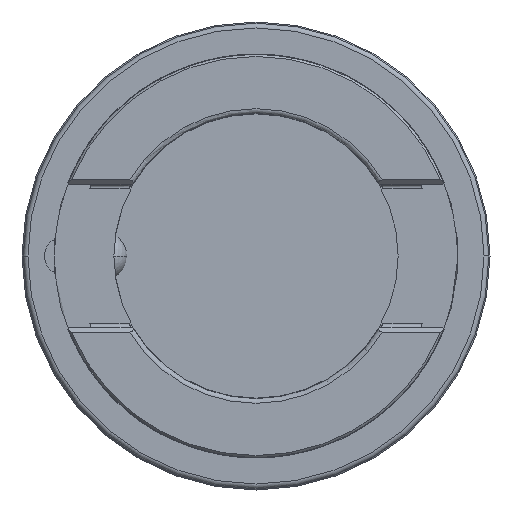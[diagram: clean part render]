
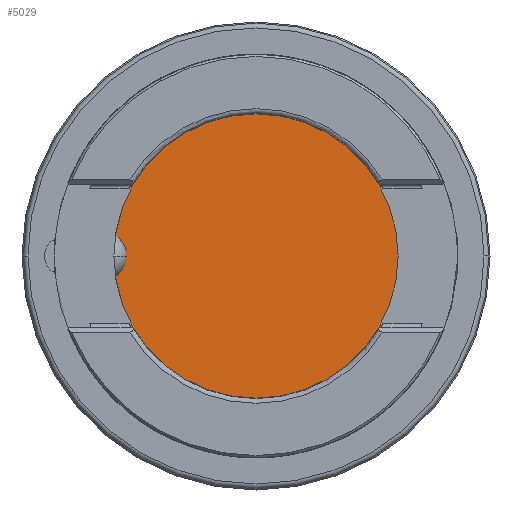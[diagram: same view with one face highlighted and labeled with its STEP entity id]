
A CAD part, front view. The second image highlights one B-rep face of the part: STEP entity #5029.
In plain terms, the highlighted planar face has unit normal (0, -1, 0).
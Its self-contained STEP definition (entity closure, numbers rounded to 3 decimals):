
#1230=CARTESIAN_POINT('',(0.,63.,0.));
#1231=DIRECTION('',(0.,-1.,0.));
#1232=DIRECTION('',(1.,0.,0.));
#1233=AXIS2_PLACEMENT_3D('',#1230,#1231,#1232);
#1235=CARTESIAN_POINT('',(0.,63.,0.));
#1236=DIRECTION('',(0.,-1.,0.));
#1237=DIRECTION('',(-1.,0.,0.));
#1238=AXIS2_PLACEMENT_3D('',#1235,#1236,#1237);
#3570=CARTESIAN_POINT('',(29.916,63.,0.));
#3571=CARTESIAN_POINT('',(-29.916,63.,0.));
#3572=VERTEX_POINT('',#3570);
#3573=VERTEX_POINT('',#3571);
#5019=CARTESIAN_POINT('',(0.,63.,0.));
#5020=DIRECTION('',(0.,1.,0.));
#5021=DIRECTION('',(-1.,0.,0.));
#5022=AXIS2_PLACEMENT_3D('',#5019,#5020,#5021);
#5023=PLANE('',#5022);
#5024=ORIENTED_EDGE('',*,*,#5005,.F.);
#5026=ORIENTED_EDGE('',*,*,#5025,.F.);
#5027=EDGE_LOOP('',(#5024,#5026));
#5028=FACE_OUTER_BOUND('',#5027,.F.);
#5029=ADVANCED_FACE('',(#5028),#5023,.F.);
#1234=CIRCLE('',#1233,29.916);
#1239=CIRCLE('',#1238,29.916);
#5005=EDGE_CURVE('',#3572,#3573,#1234,.T.);
#5025=EDGE_CURVE('',#3573,#3572,#1239,.T.);
